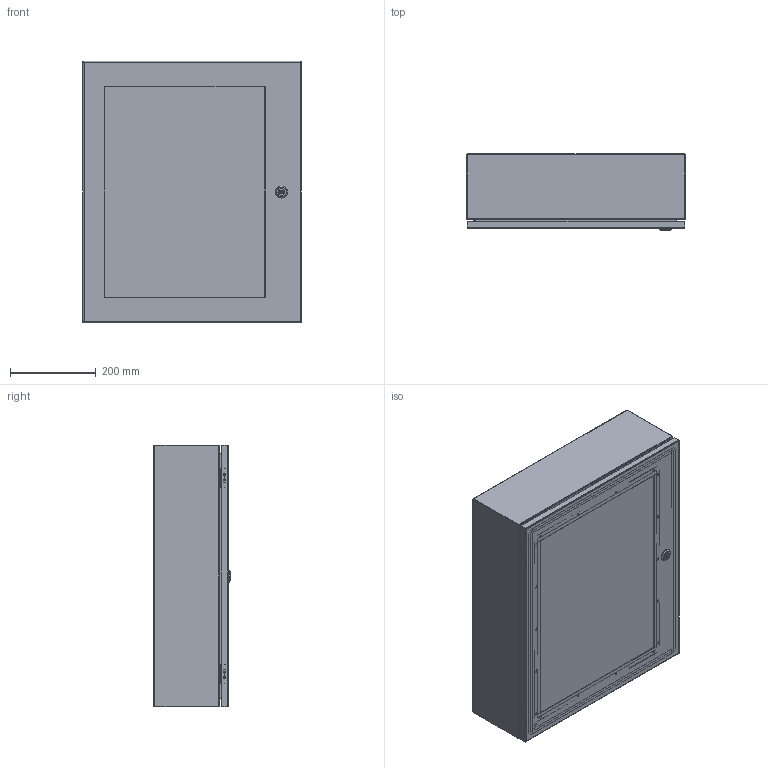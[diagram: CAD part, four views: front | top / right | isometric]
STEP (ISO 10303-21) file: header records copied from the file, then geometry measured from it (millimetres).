
FILE_DESCRIPTION (( 'STEP AP203' ), '1' );
FILE_NAME ('EN4SD24206WGY_Default.step', '2019-11-14T20:54:03', ( '' ), ( '' ), 'SwSTEP 2.0', 'SolidWorks 2019', '' );
FILE_SCHEMA (( 'CONFIG_CONTROL_DESIGN' ));
Length unit declared in the file: inch
Products named in the file (1): EN4SD24206WGY_Default
Bounding box: 508 x 177.34 x 609.6 mm (x, y, z)
Volume: 2768540.7 mm3; surface area: 2449150.6 mm2
Topology: 66 solids, 67 shells, 1333 faces, 2849 edges, 1686 vertices
Faces by surface type: plane 662, cylinder 409, cone 142, bspline 96, torus 24
Entity records: 39561 total; most frequent: CARTESIAN_POINT 11173, DIRECTION 5970, ORIENTED_EDGE 5670, EDGE_CURVE 2835, AXIS2_PLACEMENT_3D 2293, VERTEX_POINT 1686, EDGE_LOOP 1479, LINE 1384
